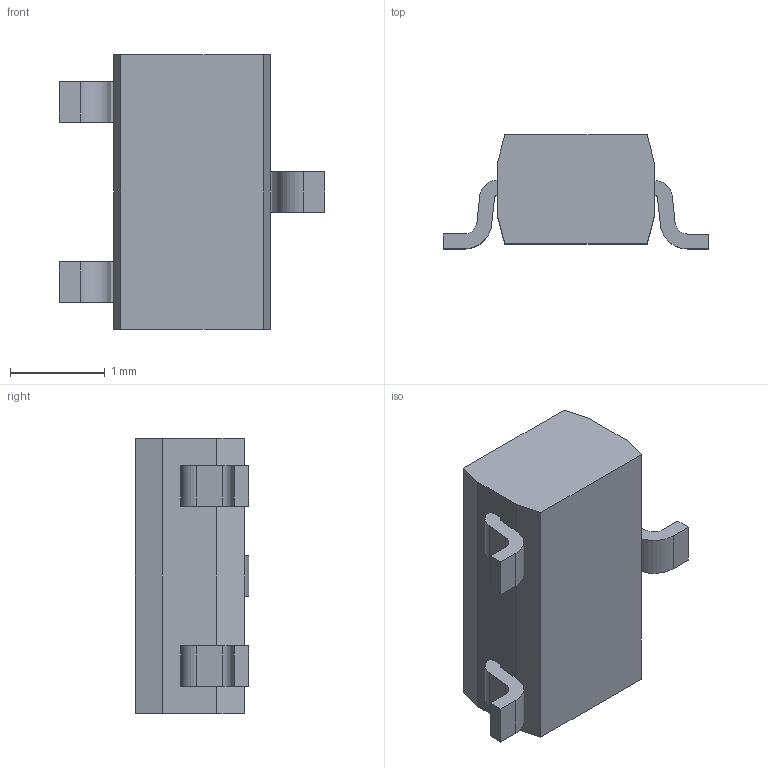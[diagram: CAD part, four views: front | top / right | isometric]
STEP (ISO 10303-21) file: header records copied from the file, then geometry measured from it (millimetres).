
FILE_DESCRIPTION (( 'STEP AP214' ), '1' );
FILE_NAME ( 'SOT95P280X112-3N.step', '2019-12-19T4:1:8', ( '' ), ( '' ), 'EDABuilder', 'EMA Design Automation', '' );
FILE_SCHEMA (( 'AUTOMOTIVE_DESIGN' ));
Length unit declared in the file: millimetre
Products named in the file (1): face1_BC
Bounding box: 2.8 x 1.2 x 2.9 mm (x, y, z)
Volume: 5.6 mm3; surface area: 22.9 mm2
Topology: 4 solids, 4 shells, 52 faces, 132 edges, 88 vertices
Faces by surface type: plane 40, cylinder 12
Entity records: 1702 total; most frequent: CARTESIAN_POINT 277, DIRECTION 270, ORIENTED_EDGE 264, EDGE_CURVE 132, LINE 108, VECTOR 108, VERTEX_POINT 88, AXIS2_PLACEMENT_3D 81
